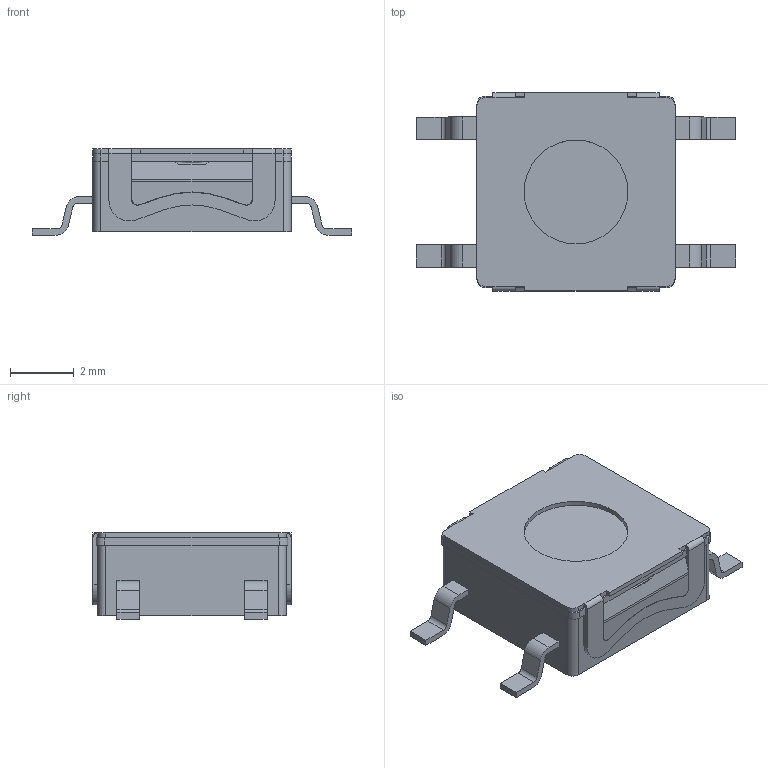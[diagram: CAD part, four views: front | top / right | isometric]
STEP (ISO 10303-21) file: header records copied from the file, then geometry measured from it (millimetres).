
FILE_DESCRIPTION(/* description */ (''),/* implementation_level */ '2;1');
FILE_NAME(/* name */ 'TL3304NFxxxQG.stp',/* time_stamp */ '2025-06-04T11:38:06-05:00',/* author */ ('mroman'),/* organization */ (''),/* preprocessor_version */ 'ST-DEVELOPER v18.1',/* originating_system */ 'Autodesk Inventor 2022',/* authorisation */ '');
FILE_SCHEMA (('AUTOMOTIVE_DESIGN { 1 0 10303 214 3 1 1 }'));
Length unit declared in the file: centimetre
Products named in the file (1): TL3304NFxxxQG
Bounding box: 10 x 6.2 x 2.7 mm (x, y, z)
Volume: 74.3 mm3; surface area: 235 mm2
Topology: 1 solids, 2 shells, 273 faces, 715 edges, 467 vertices
Faces by surface type: plane 200, cylinder 72, cone 1
Full cylindrical faces by diameter (mm): 0.8 x1, 3.25 x1, 5 x2
Entity records: 8368 total; most frequent: CARTESIAN_POINT 1457, ORIENTED_EDGE 1430, DIRECTION 1410, EDGE_CURVE 715, LINE 568, VECTOR 568, VERTEX_POINT 467, AXIS2_PLACEMENT_3D 421
